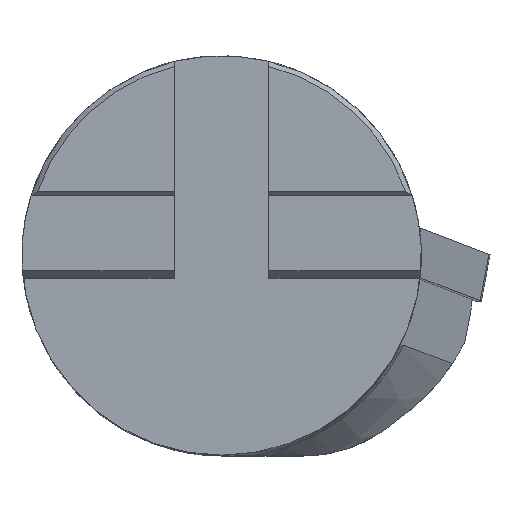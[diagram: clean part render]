
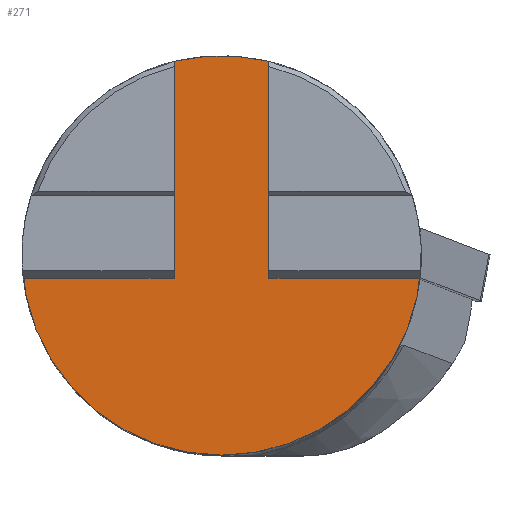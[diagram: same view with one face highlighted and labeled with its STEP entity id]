
A CAD part, top view. The second image highlights one B-rep face of the part: STEP entity #271.
In plain terms, the highlighted planar face has unit normal (0, 0, 1).
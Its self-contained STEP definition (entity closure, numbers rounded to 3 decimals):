
#160=CIRCLE('',#1497,20.);
#163=CIRCLE('',#1502,20.);
#271=ADVANCED_FACE('',(#386),#332,.F.);
#332=PLANE('',#1538);
#386=FACE_OUTER_BOUND('',#455,.T.);
#455=EDGE_LOOP('',(#682,#683,#684,#685,#686,#687));
#682=ORIENTED_EDGE('',*,*,#1138,.F.);
#683=ORIENTED_EDGE('',*,*,#1079,.T.);
#684=ORIENTED_EDGE('',*,*,#1139,.F.);
#685=ORIENTED_EDGE('',*,*,#1140,.F.);
#686=ORIENTED_EDGE('',*,*,#1085,.T.);
#687=ORIENTED_EDGE('',*,*,#1141,.T.);
#942=VERTEX_POINT('',#2183);
#943=VERTEX_POINT('',#2184);
#947=VERTEX_POINT('',#2193);
#948=VERTEX_POINT('',#2195);
#983=VERTEX_POINT('',#2386);
#984=VERTEX_POINT('',#2388);
#1079=EDGE_CURVE('',#942,#943,#160,.T.);
#1085=EDGE_CURVE('',#948,#947,#163,.T.);
#1138=EDGE_CURVE('',#942,#983,#1255,.T.);
#1139=EDGE_CURVE('',#984,#943,#1256,.T.);
#1140=EDGE_CURVE('',#948,#984,#1257,.T.);
#1141=EDGE_CURVE('',#947,#983,#1258,.T.);
#1255=LINE('',#2385,#1350);
#1256=LINE('',#2387,#1351);
#1257=LINE('',#2389,#1352);
#1258=LINE('',#2390,#1353);
#1350=VECTOR('',#1815,1.);
#1351=VECTOR('',#1816,1.);
#1352=VECTOR('',#1817,1.);
#1353=VECTOR('',#1818,1.);
#1497=AXIS2_PLACEMENT_3D('',#2182,#1718,#1719);
#1502=AXIS2_PLACEMENT_3D('',#2194,#1729,#1730);
#1538=AXIS2_PLACEMENT_3D('',#2391,#1819,#1820);
#1718=DIRECTION('',(0.,0.,1.));
#1719=DIRECTION('',(1.,0.,0.));
#1729=DIRECTION('',(0.,0.,1.));
#1730=DIRECTION('',(1.,0.,0.));
#1815=DIRECTION('',(1.,0.,0.));
#1816=DIRECTION('',(1.,0.,0.));
#1817=DIRECTION('',(0.,-1.,0.));
#1818=DIRECTION('',(0.,-1.,0.));
#1819=DIRECTION('',(0.,0.,-1.));
#1820=DIRECTION('',(1.,0.,0.));
#2182=CARTESIAN_POINT('',(0.,0.,-4.7));
#2183=CARTESIAN_POINT('',(-19.987,-0.73,-4.7));
#2184=CARTESIAN_POINT('',(19.987,-0.73,-4.7));
#2193=CARTESIAN_POINT('',(-7.275,18.63,-4.7));
#2194=CARTESIAN_POINT('',(0.,0.,-4.7));
#2195=CARTESIAN_POINT('',(7.275,18.63,-4.7));
#2385=CARTESIAN_POINT('',(-23.629,-0.73,-4.7));
#2386=CARTESIAN_POINT('',(-7.275,-0.73,-4.7));
#2387=CARTESIAN_POINT('',(-23.629,-0.73,-4.7));
#2388=CARTESIAN_POINT('',(7.275,-0.73,-4.7));
#2389=CARTESIAN_POINT('',(7.275,25.,-4.7));
#2390=CARTESIAN_POINT('',(-7.275,25.,-4.7));
#2391=CARTESIAN_POINT('',(7.275,25.,-4.7));
